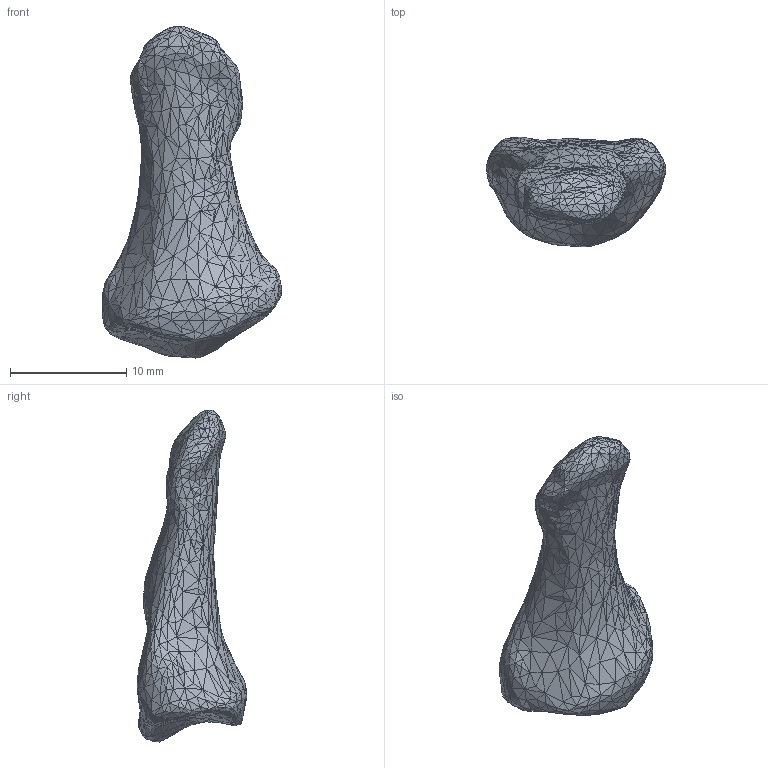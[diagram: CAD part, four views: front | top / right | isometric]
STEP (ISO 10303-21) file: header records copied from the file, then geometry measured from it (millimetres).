
FILE_DESCRIPTION(/* description */ (''),/* implementation_level */ '2;1');
FILE_NAME(/* name */ 'Pouce_DP.step',/* time_stamp */ '2023-04-15T09:36:10-04:00',/* author */ (''),/* organization */ (''),/* preprocessor_version */ 'ST-DEVELOPER v19.2',/* originating_system */ 'Autodesk Translation Framework v12.4.0.73',/* authorisation */ '');
FILE_SCHEMA (('AUTOMOTIVE_DESIGN { 1 0 10303 214 3 1 1 }'));
Length unit declared in the file: millimetre
Products named in the file (1): Thumb_DP
Bounding box: 15.4 x 9.41 x 28.52 mm (x, y, z)
Volume: 1293.6 mm3; surface area: 815.4 mm2
Topology: 1 solids, 1 shells, 1786 faces, 2679 edges, 895 vertices
Faces by surface type: plane 1786
Entity records: 34879 total; most frequent: DIRECTION 6253, CARTESIAN_POINT 5361, ORIENTED_EDGE 5358, LINE 2679, VECTOR 2679, EDGE_CURVE 2679, AXIS2_PLACEMENT_3D 1787, FACE_OUTER_BOUND 1786
